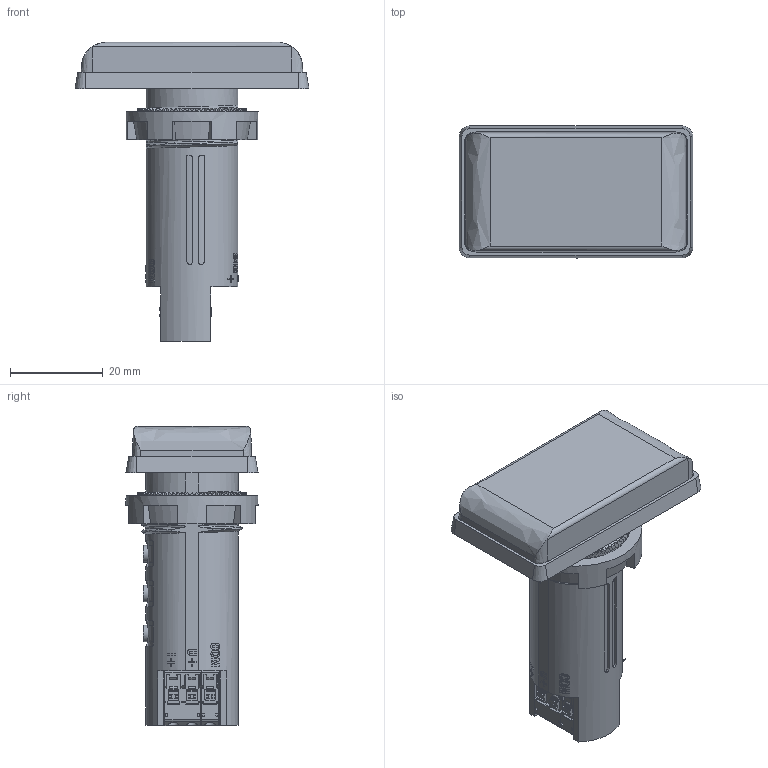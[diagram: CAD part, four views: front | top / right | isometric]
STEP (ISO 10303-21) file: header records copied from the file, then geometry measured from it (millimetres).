
FILE_DESCRIPTION (( 'STEP AP214' ), '1' );
FILE_NAME ('ﾈﾒﾏ-14.STEP', '2018-05-10T10:00:30', ( '' ), ( '' ), 'SwSTEP 2.0', 'SolidWorks 2015', '' );
FILE_SCHEMA (( 'AUTOMOTIVE_DESIGN' ));
Length unit declared in the file: millimetre
Products named in the file (7): 扻錪犩; Êîðïóñ Ù9 (ÈÒÏ-14); Êîðïóñ_Ù9 (ÈÒÏ-14); 冓踖樦_1; Óïëîòíèòåëü ÈÒÏ-14; ﾈﾒﾏ-14; 冓踖樦_2
Assembly tree (8 placements, depth 2):
  ﾈﾒﾏ-14
    Êîðïóñ Ù9 (ÈÒÏ-14)
    Êîðïóñ_Ù9 (ÈÒÏ-14)
    Óïëîòíèòåëü ÈÒÏ-14
    扻錪犩
    冓踖樦_2  x3
    冓踖樦_1
Bounding box: 50.5 x 28.5 x 64.6 mm (x, y, z)
Volume: 14841.2 mm3; surface area: 14470.8 mm2
Topology: 7 solids, 11 shells, 1561 faces, 4288 edges, 2795 vertices
Faces by surface type: plane 1013, bspline 255, cylinder 248, cone 28, torus 17
Full cylindrical faces by diameter (mm): 1.2 x3, 2.5 x3, 3.6 x3, 21 x1, 22 x1, 28.5 x1
Entity records: 57644 total; most frequent: CARTESIAN_POINT 28209, ORIENTED_EDGE 5961, DIRECTION 3974, EDGE_CURVE 2982, VERTEX_POINT 1965, LINE 1586, VECTOR 1586, AXIS2_PLACEMENT_3D 1194
